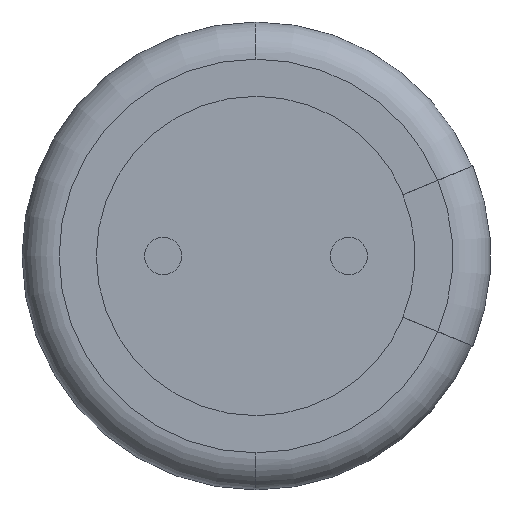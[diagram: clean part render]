
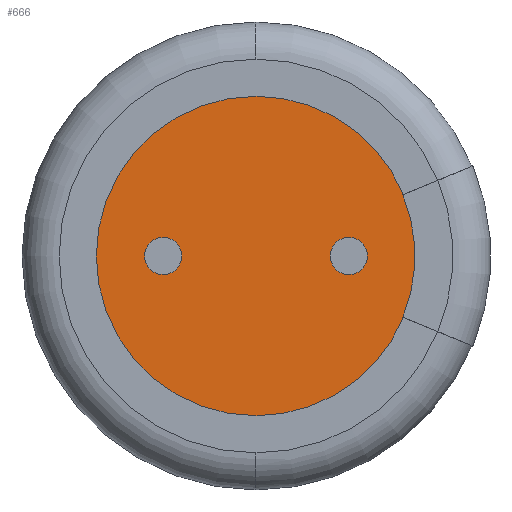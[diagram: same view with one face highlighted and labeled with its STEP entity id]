
A CAD part, front view. The second image highlights one B-rep face of the part: STEP entity #666.
In plain terms, the highlighted planar face has unit normal (0, -1, 0).
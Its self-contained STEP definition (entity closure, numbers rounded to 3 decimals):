
#27 = AXIS2_PLACEMENT_3D ( 'NONE', #1656, #501, #1853 ) ;
#28 = CARTESIAN_POINT ( 'NONE',  ( 0., 0.3, 0. ) ) ;
#40 = AXIS2_PLACEMENT_3D ( 'NONE', #1514, #360, #1719 ) ;
#71 = ORIENTED_EDGE ( 'NONE', *, *, #990, .F. ) ;
#82 = VERTEX_POINT ( 'NONE', #2096 ) ;
#83 = CARTESIAN_POINT ( 'NONE',  ( 1.976, 0.3, -0.823 ) ) ;
#172 = CIRCLE ( 'NONE', #27, 0.25 ) ;
#228 = DIRECTION ( 'NONE',  ( 0., 0., -1. ) ) ;
#240 = DIRECTION ( 'NONE',  ( -0.924, 0., -0.383 ) ) ;
#243 = CARTESIAN_POINT ( 'NONE',  ( 1.985, 0.3, -0.826 ) ) ;
#313 = EDGE_CURVE ( 'NONE', #1924, #1267, #2523, .T. ) ;
#360 = DIRECTION ( 'NONE',  ( 0., -1., 0. ) ) ;
#385 = CARTESIAN_POINT ( 'NONE',  ( 1.985, 0.3, 0.826 ) ) ;
#390 = CIRCLE ( 'NONE', #2065, 0.25 ) ;
#413 = ORIENTED_EDGE ( 'NONE', *, *, #1590, .T. ) ;
#422 = AXIS2_PLACEMENT_3D ( 'NONE', #444, #1809, #634 ) ;
#444 = CARTESIAN_POINT ( 'NONE',  ( -1.25, 0.3, 0. ) ) ;
#487 = CIRCLE ( 'NONE', #847, 2.15 ) ;
#491 = EDGE_CURVE ( 'NONE', #2153, #1112, #487, .T. ) ;
#497 = DIRECTION ( 'NONE',  ( 0., -1., 0. ) ) ;
#501 = DIRECTION ( 'NONE',  ( 0., -1., 0. ) ) ;
#512 = VECTOR ( 'NONE', #240, 1000. ) ;
#589 = ORIENTED_EDGE ( 'NONE', *, *, #1764, .F. ) ;
#591 = EDGE_LOOP ( 'NONE', ( #1007, #589 ) ) ;
#603 = EDGE_CURVE ( 'NONE', #1877, #82, #1469, .T. ) ;
#634 = DIRECTION ( 'NONE',  ( 0., 0., -1. ) ) ;
#654 = FACE_BOUND ( 'NONE', #591, .T. ) ;
#657 = EDGE_LOOP ( 'NONE', ( #2318, #1587, #413, #2358, #1148, #1715 ) ) ;
#666 = ADVANCED_FACE ( 'NONE', ( #2214, #1157, #654 ), #973, .T. ) ;
#671 = AXIS2_PLACEMENT_3D ( 'NONE', #1650, #497, #1847 ) ;
#683 = DIRECTION ( 'NONE',  ( 0., -1., 0. ) ) ;
#787 = DIRECTION ( 'NONE',  ( 0., -1., 0. ) ) ;
#796 = EDGE_CURVE ( 'NONE', #2153, #82, #1014, .T. ) ;
#808 = DIRECTION ( 'NONE',  ( 0., -1., 0. ) ) ;
#844 = DIRECTION ( 'NONE',  ( -0.924, 0., 0.383 ) ) ;
#847 = AXIS2_PLACEMENT_3D ( 'NONE', #1854, #683, #2057 ) ;
#853 = EDGE_LOOP ( 'NONE', ( #2351, #71 ) ) ;
#918 = CARTESIAN_POINT ( 'NONE',  ( 0., 0.3, 2.15 ) ) ;
#927 = DIRECTION ( 'NONE',  ( 0., -1., 0. ) ) ;
#937 = CARTESIAN_POINT ( 'NONE',  ( 1.25, 0.3, -0.25 ) ) ;
#973 = PLANE ( 'NONE',  #1752 ) ;
#990 = EDGE_CURVE ( 'NONE', #1267, #1924, #172, .T. ) ;
#1007 = ORIENTED_EDGE ( 'NONE', *, *, #1370, .F. ) ;
#1014 = LINE ( 'NONE', #1171, #512 ) ;
#1071 = AXIS2_PLACEMENT_3D ( 'NONE', #28, #1369, #228 ) ;
#1112 = VERTEX_POINT ( 'NONE', #918 ) ;
#1119 = CARTESIAN_POINT ( 'NONE',  ( 1.25, 0.3, 0.25 ) ) ;
#1148 = ORIENTED_EDGE ( 'NONE', *, *, #1504, .T. ) ;
#1157 = FACE_BOUND ( 'NONE', #853, .T. ) ;
#1171 = CARTESIAN_POINT ( 'NONE',  ( -0.001, 0.3, 0.004 ) ) ;
#1230 = CARTESIAN_POINT ( 'NONE',  ( -1.25, 0.3, 0.25 ) ) ;
#1251 = VERTEX_POINT ( 'NONE', #2315 ) ;
#1259 = LINE ( 'NONE', #1407, #1736 ) ;
#1267 = VERTEX_POINT ( 'NONE', #2126 ) ;
#1369 = DIRECTION ( 'NONE',  ( 0., -1., 0. ) ) ;
#1370 = EDGE_CURVE ( 'NONE', #1807, #1821, #1639, .T. ) ;
#1382 = VERTEX_POINT ( 'NONE', #243 ) ;
#1407 = CARTESIAN_POINT ( 'NONE',  ( -0.001, 0.3, -0.004 ) ) ;
#1469 = CIRCLE ( 'NONE', #40, 2.15 ) ;
#1475 = CIRCLE ( 'NONE', #671, 2.15 ) ;
#1504 = EDGE_CURVE ( 'NONE', #1382, #1877, #1259, .T. ) ;
#1514 = CARTESIAN_POINT ( 'NONE',  ( -0.01, 0.3, 0. ) ) ;
#1587 = ORIENTED_EDGE ( 'NONE', *, *, #491, .T. ) ;
#1590 = EDGE_CURVE ( 'NONE', #1112, #1251, #1475, .T. ) ;
#1639 = CIRCLE ( 'NONE', #2034, 0.25 ) ;
#1650 = CARTESIAN_POINT ( 'NONE',  ( 0., 0.3, 0. ) ) ;
#1656 = CARTESIAN_POINT ( 'NONE',  ( -1.25, 0.3, 0. ) ) ;
#1715 = ORIENTED_EDGE ( 'NONE', *, *, #603, .T. ) ;
#1719 = DIRECTION ( 'NONE',  ( 0., 0., -1. ) ) ;
#1736 = VECTOR ( 'NONE', #844, 1000. ) ;
#1752 = AXIS2_PLACEMENT_3D ( 'NONE', #1949, #787, #2144 ) ;
#1756 = CIRCLE ( 'NONE', #1071, 2.15 ) ;
#1764 = EDGE_CURVE ( 'NONE', #1821, #1807, #390, .T. ) ;
#1807 = VERTEX_POINT ( 'NONE', #1119 ) ;
#1809 = DIRECTION ( 'NONE',  ( 0., -1., 0. ) ) ;
#1821 = VERTEX_POINT ( 'NONE', #937 ) ;
#1847 = DIRECTION ( 'NONE',  ( 0., 0., -1. ) ) ;
#1853 = DIRECTION ( 'NONE',  ( 0., 0., -1. ) ) ;
#1854 = CARTESIAN_POINT ( 'NONE',  ( 0., 0.3, 0. ) ) ;
#1877 = VERTEX_POINT ( 'NONE', #83 ) ;
#1924 = VERTEX_POINT ( 'NONE', #1230 ) ;
#1949 = CARTESIAN_POINT ( 'NONE',  ( 0., 0.3, 0. ) ) ;
#1981 = CARTESIAN_POINT ( 'NONE',  ( 1.25, 0.3, 0. ) ) ;
#2034 = AXIS2_PLACEMENT_3D ( 'NONE', #1981, #808, #2174 ) ;
#2057 = DIRECTION ( 'NONE',  ( 0., 0., -1. ) ) ;
#2065 = AXIS2_PLACEMENT_3D ( 'NONE', #2100, #927, #2300 ) ;
#2096 = CARTESIAN_POINT ( 'NONE',  ( 1.976, 0.3, 0.823 ) ) ;
#2100 = CARTESIAN_POINT ( 'NONE',  ( 1.25, 0.3, 0. ) ) ;
#2126 = CARTESIAN_POINT ( 'NONE',  ( -1.25, 0.3, -0.25 ) ) ;
#2144 = DIRECTION ( 'NONE',  ( 0., 0., -1. ) ) ;
#2153 = VERTEX_POINT ( 'NONE', #385 ) ;
#2174 = DIRECTION ( 'NONE',  ( 0., 0., 1. ) ) ;
#2214 = FACE_OUTER_BOUND ( 'NONE', #657, .T. ) ;
#2231 = EDGE_CURVE ( 'NONE', #1251, #1382, #1756, .T. ) ;
#2300 = DIRECTION ( 'NONE',  ( 0., 0., 1. ) ) ;
#2315 = CARTESIAN_POINT ( 'NONE',  ( 0., 0.3, -2.15 ) ) ;
#2318 = ORIENTED_EDGE ( 'NONE', *, *, #796, .F. ) ;
#2351 = ORIENTED_EDGE ( 'NONE', *, *, #313, .F. ) ;
#2358 = ORIENTED_EDGE ( 'NONE', *, *, #2231, .T. ) ;
#2523 = CIRCLE ( 'NONE', #422, 0.25 ) ;
